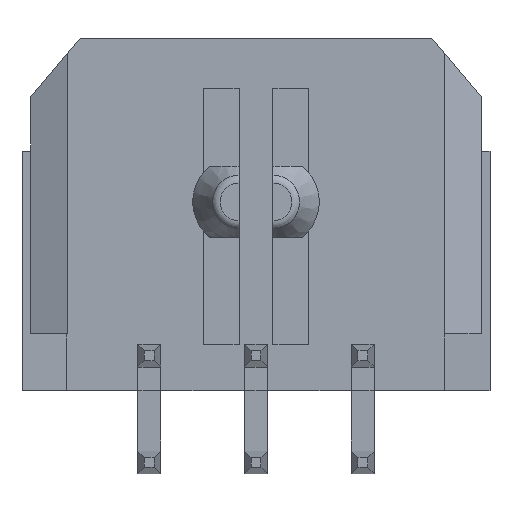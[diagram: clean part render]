
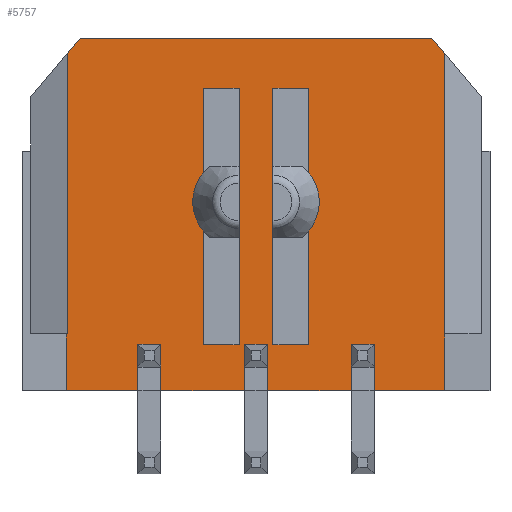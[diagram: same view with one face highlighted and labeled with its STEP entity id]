
A CAD part, front view. The second image highlights one B-rep face of the part: STEP entity #5757.
In plain terms, the highlighted planar face has unit normal (0, -1, 0).
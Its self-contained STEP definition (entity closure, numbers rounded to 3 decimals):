
#60=FACE_BOUND('',#464,.T.);
#61=FACE_BOUND('',#465,.T.);
#142=FACE_OUTER_BOUND('',#463,.T.);
#463=EDGE_LOOP('',(#4096,#4097,#4098,#4099,#4100,#4101,#4102,#4103,#4104,
#4105,#4106,#4107,#4108,#4109,#4110,#4111,#4112,#4113,#4114,#4115,#4116));
#464=EDGE_LOOP('',(#4117,#4118,#4119,#4120));
#465=EDGE_LOOP('',(#4121,#4122,#4123,#4124));
#754=LINE('',#7917,#1563);
#787=LINE('',#7988,#1596);
#813=LINE('',#8041,#1622);
#828=LINE('',#8071,#1637);
#864=LINE('',#8147,#1673);
#868=LINE('',#8154,#1677);
#1012=LINE('',#8437,#1821);
#1013=LINE('',#8439,#1822);
#1014=LINE('',#8440,#1823);
#1015=LINE('',#8442,#1824);
#1016=LINE('',#8443,#1825);
#1017=LINE('',#8445,#1826);
#1018=LINE('',#8447,#1827);
#1019=LINE('',#8449,#1828);
#1020=LINE('',#8451,#1829);
#1021=LINE('',#8452,#1830);
#1022=LINE('',#8454,#1831);
#1023=LINE('',#8456,#1832);
#1024=LINE('',#8457,#1833);
#1025=LINE('',#8459,#1834);
#1026=LINE('',#8460,#1835);
#1027=LINE('',#8463,#1836);
#1028=LINE('',#8465,#1837);
#1029=LINE('',#8467,#1838);
#1030=LINE('',#8468,#1839);
#1031=LINE('',#8471,#1840);
#1032=LINE('',#8473,#1841);
#1033=LINE('',#8475,#1842);
#1034=LINE('',#8476,#1843);
#1563=VECTOR('',#6410,0.64);
#1596=VECTOR('',#6455,10.);
#1622=VECTOR('',#6489,0.64);
#1637=VECTOR('',#6512,0.64);
#1673=VECTOR('',#6568,0.02);
#1677=VECTOR('',#6574,1.6);
#1821=VECTOR('',#6790,0.63);
#1822=VECTOR('',#6791,2.36);
#1823=VECTOR('',#6792,0.64);
#1824=VECTOR('',#6793,0.64);
#1825=VECTOR('',#6794,1.985);
#1826=VECTOR('',#6795,7.876);
#1827=VECTOR('',#6796,0.567);
#1828=VECTOR('',#6797,9.881);
#1829=VECTOR('',#6798,0.567);
#1830=VECTOR('',#6799,7.876);
#1831=VECTOR('',#6800,1.6);
#1832=VECTOR('',#6801,2.005);
#1833=VECTOR('',#6802,0.67);
#1834=VECTOR('',#6803,2.36);
#1835=VECTOR('',#6804,0.63);
#1836=VECTOR('',#6805,7.2);
#1837=VECTOR('',#6806,1.);
#1838=VECTOR('',#6807,7.2);
#1839=VECTOR('',#6808,1.);
#1840=VECTOR('',#6809,7.2);
#1841=VECTOR('',#6810,1.);
#1842=VECTOR('',#6811,7.2);
#1843=VECTOR('',#6812,1.);
#2370=VERTEX_POINT('',#7915);
#2371=VERTEX_POINT('',#7916);
#2402=VERTEX_POINT('',#7986);
#2403=VERTEX_POINT('',#7987);
#2425=VERTEX_POINT('',#8038);
#2426=VERTEX_POINT('',#8040);
#2437=VERTEX_POINT('',#8070);
#2463=VERTEX_POINT('',#8137);
#2466=VERTEX_POINT('',#8145);
#2467=VERTEX_POINT('',#8146);
#2469=VERTEX_POINT('',#8153);
#2572=VERTEX_POINT('',#8436);
#2573=VERTEX_POINT('',#8438);
#2574=VERTEX_POINT('',#8441);
#2575=VERTEX_POINT('',#8444);
#2576=VERTEX_POINT('',#8446);
#2577=VERTEX_POINT('',#8448);
#2578=VERTEX_POINT('',#8450);
#2579=VERTEX_POINT('',#8453);
#2580=VERTEX_POINT('',#8455);
#2581=VERTEX_POINT('',#8458);
#2582=VERTEX_POINT('',#8461);
#2583=VERTEX_POINT('',#8462);
#2584=VERTEX_POINT('',#8464);
#2585=VERTEX_POINT('',#8466);
#2586=VERTEX_POINT('',#8469);
#2587=VERTEX_POINT('',#8470);
#2588=VERTEX_POINT('',#8472);
#2589=VERTEX_POINT('',#8474);
#2901=EDGE_CURVE('',#2370,#2371,#754,.T.);
#2934=EDGE_CURVE('',#2402,#2403,#787,.T.);
#2960=EDGE_CURVE('',#2425,#2426,#813,.T.);
#2975=EDGE_CURVE('',#2437,#2426,#828,.T.);
#3011=EDGE_CURVE('',#2466,#2467,#864,.T.);
#3015=EDGE_CURVE('',#2463,#2469,#868,.T.);
#3159=EDGE_CURVE('',#2572,#2403,#1012,.T.);
#3160=EDGE_CURVE('',#2573,#2572,#1013,.T.);
#3161=EDGE_CURVE('',#2573,#2371,#1014,.T.);
#3162=EDGE_CURVE('',#2574,#2370,#1015,.T.);
#3163=EDGE_CURVE('',#2469,#2574,#1016,.T.);
#3164=EDGE_CURVE('',#2575,#2463,#1017,.T.);
#3165=EDGE_CURVE('',#2575,#2576,#1018,.T.);
#3166=EDGE_CURVE('',#2577,#2576,#1019,.T.);
#3167=EDGE_CURVE('',#2577,#2578,#1020,.T.);
#3168=EDGE_CURVE('',#2578,#2466,#1021,.T.);
#3169=EDGE_CURVE('',#2467,#2579,#1022,.T.);
#3170=EDGE_CURVE('',#2580,#2579,#1023,.T.);
#3171=EDGE_CURVE('',#2580,#2437,#1024,.T.);
#3172=EDGE_CURVE('',#2581,#2425,#1025,.T.);
#3173=EDGE_CURVE('',#2581,#2402,#1026,.T.);
#3174=EDGE_CURVE('',#2582,#2583,#1027,.T.);
#3175=EDGE_CURVE('',#2583,#2584,#1028,.T.);
#3176=EDGE_CURVE('',#2585,#2584,#1029,.T.);
#3177=EDGE_CURVE('',#2585,#2582,#1030,.T.);
#3178=EDGE_CURVE('',#2586,#2587,#1031,.T.);
#3179=EDGE_CURVE('',#2588,#2587,#1032,.T.);
#3180=EDGE_CURVE('',#2589,#2588,#1033,.T.);
#3181=EDGE_CURVE('',#2586,#2589,#1034,.T.);
#4096=ORIENTED_EDGE('',*,*,#3159,.F.);
#4097=ORIENTED_EDGE('',*,*,#3160,.F.);
#4098=ORIENTED_EDGE('',*,*,#3161,.T.);
#4099=ORIENTED_EDGE('',*,*,#2901,.F.);
#4100=ORIENTED_EDGE('',*,*,#3162,.F.);
#4101=ORIENTED_EDGE('',*,*,#3163,.F.);
#4102=ORIENTED_EDGE('',*,*,#3015,.F.);
#4103=ORIENTED_EDGE('',*,*,#3164,.F.);
#4104=ORIENTED_EDGE('',*,*,#3165,.T.);
#4105=ORIENTED_EDGE('',*,*,#3166,.F.);
#4106=ORIENTED_EDGE('',*,*,#3167,.T.);
#4107=ORIENTED_EDGE('',*,*,#3168,.T.);
#4108=ORIENTED_EDGE('',*,*,#3011,.T.);
#4109=ORIENTED_EDGE('',*,*,#3169,.T.);
#4110=ORIENTED_EDGE('',*,*,#3170,.F.);
#4111=ORIENTED_EDGE('',*,*,#3171,.T.);
#4112=ORIENTED_EDGE('',*,*,#2975,.T.);
#4113=ORIENTED_EDGE('',*,*,#2960,.F.);
#4114=ORIENTED_EDGE('',*,*,#3172,.F.);
#4115=ORIENTED_EDGE('',*,*,#3173,.T.);
#4116=ORIENTED_EDGE('',*,*,#2934,.T.);
#4117=ORIENTED_EDGE('',*,*,#3174,.T.);
#4118=ORIENTED_EDGE('',*,*,#3175,.T.);
#4119=ORIENTED_EDGE('',*,*,#3176,.F.);
#4120=ORIENTED_EDGE('',*,*,#3177,.T.);
#4121=ORIENTED_EDGE('',*,*,#3178,.T.);
#4122=ORIENTED_EDGE('',*,*,#3179,.F.);
#4123=ORIENTED_EDGE('',*,*,#3180,.F.);
#4124=ORIENTED_EDGE('',*,*,#3181,.F.);
#5445=PLANE('',#6098);
#5757=ADVANCED_FACE('',(#142,#60,#61),#5445,.T.);
#6098=AXIS2_PLACEMENT_3D('',#8435,#6788,#6789);
#6410=DIRECTION('',(-1.,0.,0.));
#6455=DIRECTION('',(1.,0.,0.));
#6489=DIRECTION('',(0.,0.,1.));
#6512=DIRECTION('',(1.,0.,0.));
#6568=DIRECTION('',(-1.,0.,0.));
#6574=DIRECTION('',(0.,0.,-1.));
#6788=DIRECTION('center_axis',(0.,-1.,0.));
#6789=DIRECTION('ref_axis',(0.,0.,-1.));
#6790=DIRECTION('',(0.,0.,1.));
#6791=DIRECTION('',(-1.,0.,0.));
#6792=DIRECTION('',(0.,0.,1.));
#6793=DIRECTION('',(0.,0.,1.));
#6794=DIRECTION('',(-1.,0.,0.));
#6795=DIRECTION('',(0.,0.,-1.));
#6796=DIRECTION('',(-0.643,0.,0.766));
#6797=DIRECTION('',(1.,0.,0.));
#6798=DIRECTION('',(-0.643,0.,-0.766));
#6799=DIRECTION('',(0.,0.,-1.));
#6800=DIRECTION('',(0.,0.,-1.));
#6801=DIRECTION('',(-1.,0.,0.));
#6802=DIRECTION('',(0.,0.,1.));
#6803=DIRECTION('',(-1.,0.,0.));
#6804=DIRECTION('',(0.,0.,1.));
#6805=DIRECTION('',(0.,0.,-1.));
#6806=DIRECTION('',(-1.,0.,0.));
#6807=DIRECTION('',(0.,0.,-1.));
#6808=DIRECTION('',(1.,0.,0.));
#6809=DIRECTION('',(0.,0.,1.));
#6810=DIRECTION('',(-1.,0.,0.));
#6811=DIRECTION('',(0.,0.,1.));
#6812=DIRECTION('',(1.,0.,0.));
#7915=CARTESIAN_POINT('',(3.32,-3.43,-3.645));
#7916=CARTESIAN_POINT('',(2.68,-3.43,-3.645));
#7917=CARTESIAN_POINT('',(3.32,-3.43,-3.645));
#7986=CARTESIAN_POINT('',(-0.32,-3.43,-3.645));
#7987=CARTESIAN_POINT('',(0.32,-3.43,-3.645));
#7988=CARTESIAN_POINT('',(-3.323,-3.43,-3.645));
#8038=CARTESIAN_POINT('',(-2.68,-3.43,-4.955));
#8040=CARTESIAN_POINT('',(-2.68,-3.43,-3.645));
#8041=CARTESIAN_POINT('',(-2.68,-3.43,-4.285));
#8070=CARTESIAN_POINT('',(-3.32,-3.43,-3.645));
#8071=CARTESIAN_POINT('',(-3.32,-3.43,-3.645));
#8137=CARTESIAN_POINT('',(5.305,-3.43,-3.355));
#8145=CARTESIAN_POINT('',(-5.305,-3.43,-3.355));
#8146=CARTESIAN_POINT('',(-5.325,-3.43,-3.355));
#8147=CARTESIAN_POINT('',(-5.305,-3.43,-3.355));
#8153=CARTESIAN_POINT('',(5.305,-3.43,-4.955));
#8154=CARTESIAN_POINT('',(5.305,-3.43,-3.355));
#8435=CARTESIAN_POINT('Origin',(-6.325,-3.43,4.955));
#8436=CARTESIAN_POINT('',(0.32,-3.43,-4.955));
#8437=CARTESIAN_POINT('',(0.32,-3.43,-4.285));
#8438=CARTESIAN_POINT('',(2.68,-3.43,-4.955));
#8439=CARTESIAN_POINT('',(2.68,-3.43,-4.955));
#8440=CARTESIAN_POINT('',(2.68,-3.43,-4.285));
#8441=CARTESIAN_POINT('',(3.32,-3.43,-4.955));
#8442=CARTESIAN_POINT('',(3.32,-3.43,-4.285));
#8443=CARTESIAN_POINT('',(5.305,-3.43,-4.955));
#8444=CARTESIAN_POINT('',(5.305,-3.43,4.521));
#8445=CARTESIAN_POINT('',(5.305,-3.43,4.521));
#8446=CARTESIAN_POINT('',(4.94,-3.43,4.955));
#8447=CARTESIAN_POINT('',(5.305,-3.43,4.521));
#8448=CARTESIAN_POINT('',(-4.94,-3.43,4.955));
#8449=CARTESIAN_POINT('',(-4.94,-3.43,4.955));
#8450=CARTESIAN_POINT('',(-5.305,-3.43,4.521));
#8451=CARTESIAN_POINT('',(-4.94,-3.43,4.955));
#8452=CARTESIAN_POINT('',(-5.305,-3.43,4.521));
#8453=CARTESIAN_POINT('',(-5.325,-3.43,-4.955));
#8454=CARTESIAN_POINT('',(-5.325,-3.43,-3.355));
#8455=CARTESIAN_POINT('',(-3.32,-3.43,-4.955));
#8456=CARTESIAN_POINT('',(-3.32,-3.43,-4.955));
#8457=CARTESIAN_POINT('',(-3.32,-3.43,-4.955));
#8458=CARTESIAN_POINT('',(-0.32,-3.43,-4.955));
#8459=CARTESIAN_POINT('',(-0.32,-3.43,-4.955));
#8460=CARTESIAN_POINT('',(-0.32,-3.43,-4.285));
#8461=CARTESIAN_POINT('',(-0.475,-3.43,3.545));
#8462=CARTESIAN_POINT('',(-0.475,-3.43,-3.655));
#8463=CARTESIAN_POINT('',(-0.475,-3.43,3.545));
#8464=CARTESIAN_POINT('',(-1.475,-3.43,-3.655));
#8465=CARTESIAN_POINT('',(-0.475,-3.43,-3.655));
#8466=CARTESIAN_POINT('',(-1.475,-3.43,3.545));
#8467=CARTESIAN_POINT('',(-1.475,-3.43,3.545));
#8468=CARTESIAN_POINT('',(-1.475,-3.43,3.545));
#8469=CARTESIAN_POINT('',(0.475,-3.43,-3.655));
#8470=CARTESIAN_POINT('',(0.475,-3.43,3.545));
#8471=CARTESIAN_POINT('',(0.475,-3.43,-3.655));
#8472=CARTESIAN_POINT('',(1.475,-3.43,3.545));
#8473=CARTESIAN_POINT('',(1.475,-3.43,3.545));
#8474=CARTESIAN_POINT('',(1.475,-3.43,-3.655));
#8475=CARTESIAN_POINT('',(1.475,-3.43,-3.655));
#8476=CARTESIAN_POINT('',(0.475,-3.43,-3.655));
